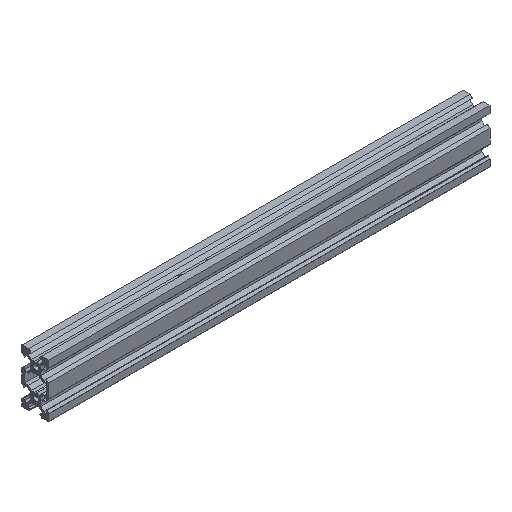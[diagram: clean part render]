
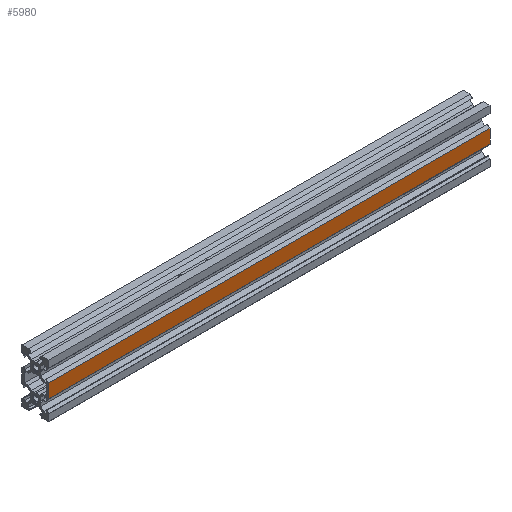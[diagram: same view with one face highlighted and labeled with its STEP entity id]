
A CAD part, isometric view. The second image highlights one B-rep face of the part: STEP entity #5980.
In plain terms, the highlighted planar face has unit normal (0, -1, 0).
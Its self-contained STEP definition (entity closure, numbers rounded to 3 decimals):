
#41 = LINE ( 'NONE', #3585, #2731 ) ;
#61 = ORIENTED_EDGE ( 'NONE', *, *, #3610, .T. ) ;
#156 = VECTOR ( 'NONE', #5883, 1000. ) ;
#872 = EDGE_CURVE ( 'NONE', #2141, #3254, #4077, .T. ) ;
#1093 = DIRECTION ( 'NONE',  ( -1., 0., 0. ) ) ;
#1570 = LINE ( 'NONE', #5353, #156 ) ;
#1929 = EDGE_CURVE ( 'NONE', #6404, #3254, #41, .T. ) ;
#2119 = CARTESIAN_POINT ( 'NONE',  ( 330., -10., 10. ) ) ;
#2141 = VERTEX_POINT ( 'NONE', #3106 ) ;
#2163 = CARTESIAN_POINT ( 'NONE',  ( 330., -10., 15.2 ) ) ;
#2328 = CARTESIAN_POINT ( 'NONE',  ( 330., -10., 4.883 ) ) ;
#2549 = FACE_OUTER_BOUND ( 'NONE', #4964, .T. ) ;
#2637 = ORIENTED_EDGE ( 'NONE', *, *, #872, .T. ) ;
#2711 = ORIENTED_EDGE ( 'NONE', *, *, #1929, .F. ) ;
#2731 = VECTOR ( 'NONE', #3030, 1000. ) ;
#2795 = PLANE ( 'NONE',  #4820 ) ;
#2867 = DIRECTION ( 'NONE',  ( 1., 0., 0. ) ) ;
#3030 = DIRECTION ( 'NONE',  ( 0., 0., -1. ) ) ;
#3106 = CARTESIAN_POINT ( 'NONE',  ( 0., -10., 4.883 ) ) ;
#3254 = VERTEX_POINT ( 'NONE', #6920 ) ;
#3356 = DIRECTION ( 'NONE',  ( 0., 0., 1. ) ) ;
#3384 = VECTOR ( 'NONE', #2867, 1000. ) ;
#3585 = CARTESIAN_POINT ( 'NONE',  ( 330., -10., 10. ) ) ;
#3610 = EDGE_CURVE ( 'NONE', #4948, #2141, #1570, .T. ) ;
#4077 = LINE ( 'NONE', #2328, #3384 ) ;
#4820 = AXIS2_PLACEMENT_3D ( 'NONE', #2119, #6587, #3356 ) ;
#4877 = CARTESIAN_POINT ( 'NONE',  ( 330., -10., 15.2 ) ) ;
#4948 = VERTEX_POINT ( 'NONE', #6184 ) ;
#4964 = EDGE_LOOP ( 'NONE', ( #2711, #5537, #61, #2637 ) ) ;
#4993 = VECTOR ( 'NONE', #1093, 1000. ) ;
#5353 = CARTESIAN_POINT ( 'NONE',  ( 0., -10., 10. ) ) ;
#5487 = EDGE_CURVE ( 'NONE', #6404, #4948, #6573, .T. ) ;
#5537 = ORIENTED_EDGE ( 'NONE', *, *, #5487, .T. ) ;
#5883 = DIRECTION ( 'NONE',  ( 0., 0., -1. ) ) ;
#5980 = ADVANCED_FACE ( 'NONE', ( #2549 ), #2795, .F. ) ;
#6184 = CARTESIAN_POINT ( 'NONE',  ( 0., -10., 15.2 ) ) ;
#6404 = VERTEX_POINT ( 'NONE', #4877 ) ;
#6573 = LINE ( 'NONE', #2163, #4993 ) ;
#6587 = DIRECTION ( 'NONE',  ( 0., 1., 0. ) ) ;
#6920 = CARTESIAN_POINT ( 'NONE',  ( 330., -10., 4.883 ) ) ;
